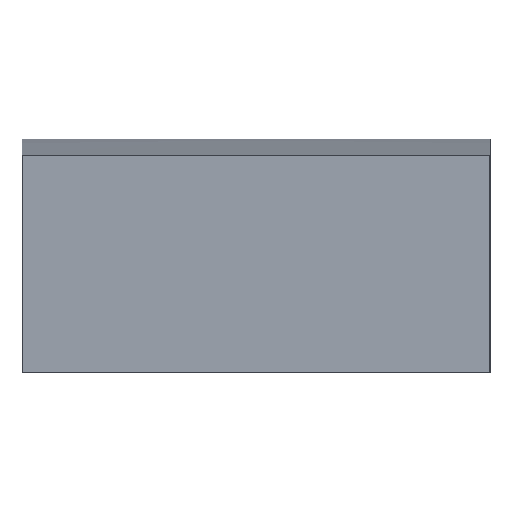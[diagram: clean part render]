
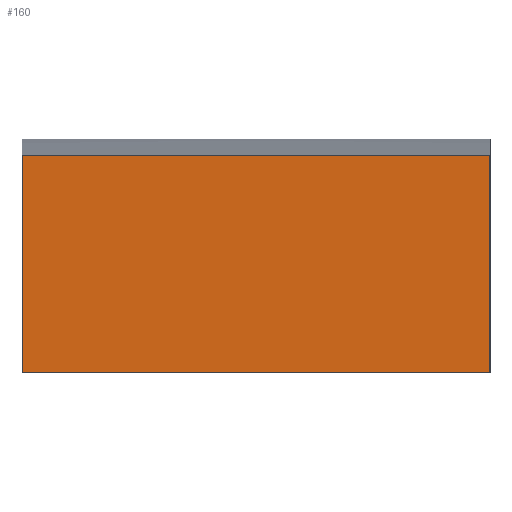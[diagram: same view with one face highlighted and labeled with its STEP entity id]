
A CAD part, left-side view. The second image highlights one B-rep face of the part: STEP entity #160.
In plain terms, the highlighted planar face has unit normal (-0.999, 0, -0.052).
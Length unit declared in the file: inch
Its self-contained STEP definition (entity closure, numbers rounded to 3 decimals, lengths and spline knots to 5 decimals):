
#23=LINE('',#240,#28);
#28=VECTOR('',#193,0.3937);
#34=FACE_OUTER_BOUND('',#45,.T.);
#45=EDGE_LOOP('',(#114,#115,#116,#117));
#59=B_SPLINE_CURVE_WITH_KNOTS('',3,(#233,#234,#235,#236,#237,#238),
 .UNSPECIFIED.,.F.,.F.,(4,2,4),(-8.8653,-4.4327,0.),
 .UNSPECIFIED.);
#60=B_SPLINE_CURVE_WITH_KNOTS('',3,(#242,#243,#244,#245,#246,#247),
 .UNSPECIFIED.,.F.,.F.,(4,2,4),(-8.8654,-4.4327,-0.0001),
 .UNSPECIFIED.);
#61=B_SPLINE_CURVE_WITH_KNOTS('',3,(#248,#249,#250,#251,#252,#253),
 .UNSPECIFIED.,.F.,.F.,(4,2,4),(-19.05,-9.525,0.),.UNSPECIFIED.);
#77=VERTEX_POINT('',#231);
#78=VERTEX_POINT('',#232);
#79=VERTEX_POINT('',#239);
#80=VERTEX_POINT('',#241);
#91=EDGE_CURVE('',#77,#78,#59,.T.);
#92=EDGE_CURVE('',#79,#77,#23,.T.);
#93=EDGE_CURVE('',#80,#79,#60,.T.);
#94=EDGE_CURVE('',#78,#80,#61,.T.);
#114=ORIENTED_EDGE('',*,*,#91,.F.);
#115=ORIENTED_EDGE('',*,*,#92,.F.);
#116=ORIENTED_EDGE('',*,*,#93,.F.);
#117=ORIENTED_EDGE('',*,*,#94,.F.);
#157=PLANE('',#185);
#160=ADVANCED_FACE('',(#34),#157,.F.);
#185=AXIS2_PLACEMENT_3D('',#230,#191,#192);
#191=DIRECTION('center_axis',(0.999,0.,0.052));
#192=DIRECTION('ref_axis',(0.052,0.,-0.999));
#193=DIRECTION('',(0.,1.,0.));
#230=CARTESIAN_POINT('Origin',(-10.16016,-4.,39.19511));
#231=CARTESIAN_POINT('',(-9.42971,7.75,25.25727));
#232=CARTESIAN_POINT('',(-9.61238,7.75,28.74276));
#233=CARTESIAN_POINT('Ctrl Pts',(-9.42971,7.75,25.25727));
#234=CARTESIAN_POINT('Ctrl Pts',(-9.46016,7.75,25.83818));
#235=CARTESIAN_POINT('Ctrl Pts',(-9.4906,7.75,26.41909));
#236=CARTESIAN_POINT('Ctrl Pts',(-9.55149,7.75,27.58092));
#237=CARTESIAN_POINT('Ctrl Pts',(-9.58193,7.75,28.16184));
#238=CARTESIAN_POINT('Ctrl Pts',(-9.61238,7.75,28.74276));
#239=CARTESIAN_POINT('',(-9.42971,0.25,25.25727));
#240=CARTESIAN_POINT('',(-9.42971,-4.,25.25727));
#241=CARTESIAN_POINT('',(-9.61238,0.25,28.74276));
#242=CARTESIAN_POINT('Ctrl Pts',(-9.61238,0.25,28.74276));
#243=CARTESIAN_POINT('Ctrl Pts',(-9.58193,0.25,28.16184));
#244=CARTESIAN_POINT('Ctrl Pts',(-9.55149,0.25,27.58092));
#245=CARTESIAN_POINT('Ctrl Pts',(-9.4906,0.25,26.41909));
#246=CARTESIAN_POINT('Ctrl Pts',(-9.46016,0.25,25.83818));
#247=CARTESIAN_POINT('Ctrl Pts',(-9.42971,0.25,25.25727));
#248=CARTESIAN_POINT('Ctrl Pts',(-9.61238,7.75,28.74276));
#249=CARTESIAN_POINT('Ctrl Pts',(-9.61238,6.5,28.74276));
#250=CARTESIAN_POINT('Ctrl Pts',(-9.61238,5.25,28.74276));
#251=CARTESIAN_POINT('Ctrl Pts',(-9.61238,2.75,28.74276));
#252=CARTESIAN_POINT('Ctrl Pts',(-9.61238,1.5,28.74276));
#253=CARTESIAN_POINT('Ctrl Pts',(-9.61238,0.25,28.74276));
